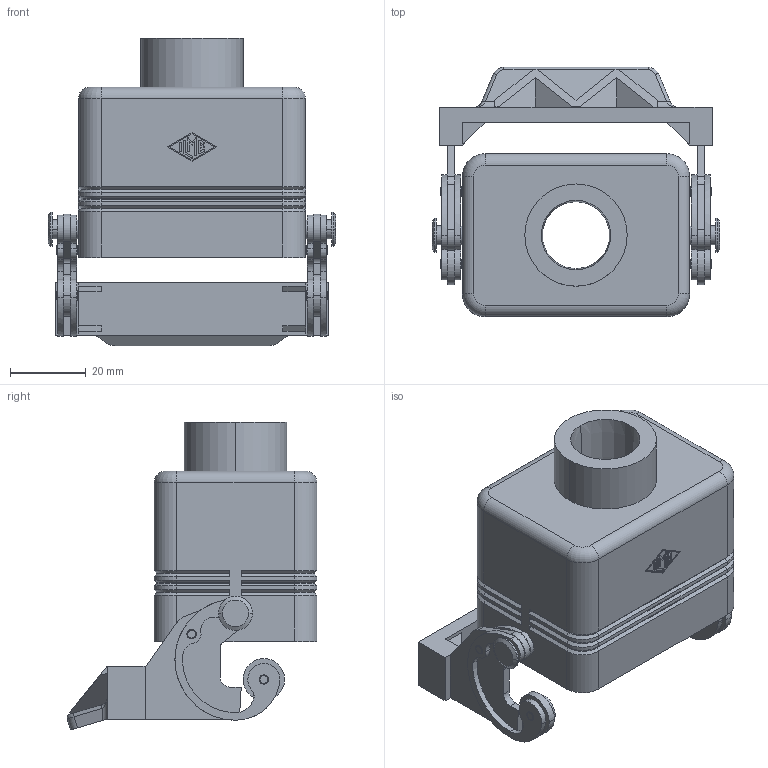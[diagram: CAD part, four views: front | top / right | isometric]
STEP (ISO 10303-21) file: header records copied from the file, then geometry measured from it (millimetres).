
FILE_DESCRIPTION(('Creo Elements/Direct Modeling STEP Export'),'2;1');
FILE_NAME('CHVT_06_4_LG.stp','2012-12-19T 9:24:55',(''),(''),'Creo Elements/Direct Modeling STEP processor for AP214 (Solid Model)','Creo Elements/Direct Modeling 18.0B 02-Dec-2011 (C) Parametric Technology GmbH','');
FILE_SCHEMA(('AUTOMOTIVE_DESIGN { 1 0 10303 214 1 1 1 1 }'));
Length unit declared in the file: millimetre
Products named in the file (1): MSBO9285
Bounding box: 76 x 65.99 x 81.32 mm (x, y, z)
Volume: 54943 mm3; surface area: 32817.9 mm2
Topology: 1 solids, 3 shells, 465 faces, 1211 edges, 770 vertices
Faces by surface type: plane 249, cylinder 154, cone 38, torus 20, bspline 4
Entity records: 17562 total; most frequent: CARTESIAN_POINT 2559, ORIENTED_EDGE 2402, DIRECTION 2337, EDGE_CURVE 1201, AXIS2_PLACEMENT_3D 797, VERTEX_POINT 770, VECTOR 743, LINE 743
